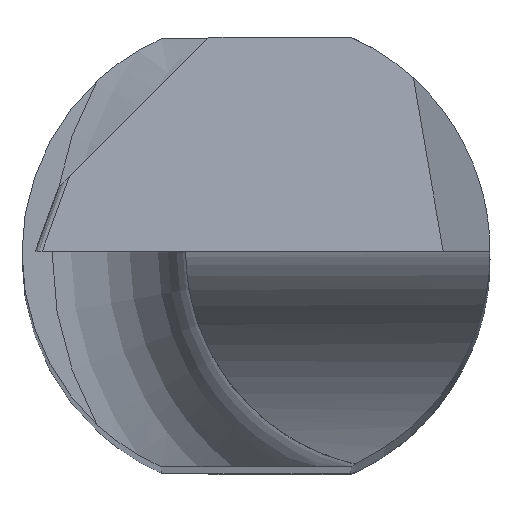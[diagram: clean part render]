
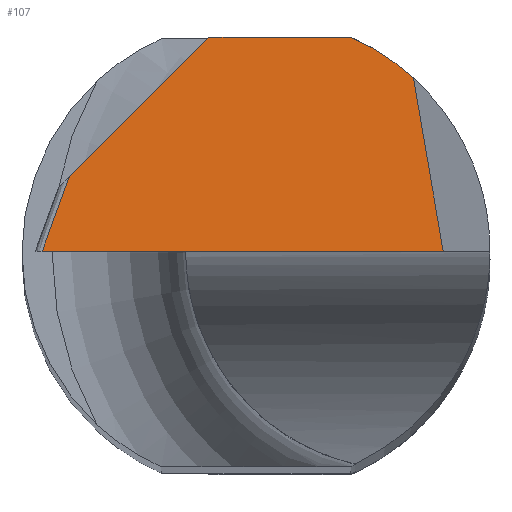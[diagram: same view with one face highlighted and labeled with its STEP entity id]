
A CAD part, top view. The second image highlights one B-rep face of the part: STEP entity #107.
In plain terms, the highlighted planar face has unit normal (0.035, 0.044, 0.998).
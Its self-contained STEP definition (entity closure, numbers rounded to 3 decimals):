
#68=PLANE('',#1009);
#107=ADVANCED_FACE('',(#157),#68,.F.);
#157=FACE_OUTER_BOUND('',#199,.T.);
#199=EDGE_LOOP('',(#425,#426,#427,#428,#429,#430));
#230=ELLIPSE('',#984,3.505,3.5);
#425=ORIENTED_EDGE('',*,*,#675,.F.);
#426=ORIENTED_EDGE('',*,*,#614,.T.);
#427=ORIENTED_EDGE('',*,*,#674,.T.);
#428=ORIENTED_EDGE('',*,*,#676,.F.);
#429=ORIENTED_EDGE('',*,*,#677,.F.);
#430=ORIENTED_EDGE('',*,*,#661,.T.);
#516=VERTEX_POINT('',#1601);
#517=VERTEX_POINT('',#1603);
#550=VERTEX_POINT('',#1949);
#551=VERTEX_POINT('',#1951);
#559=VERTEX_POINT('',#2129);
#560=VERTEX_POINT('',#2134);
#614=EDGE_CURVE('',#517,#516,#230,.T.);
#661=EDGE_CURVE('',#551,#550,#830,.T.);
#674=EDGE_CURVE('',#516,#559,#836,.T.);
#675=EDGE_CURVE('',#517,#550,#837,.T.);
#676=EDGE_CURVE('',#560,#559,#838,.T.);
#677=EDGE_CURVE('',#551,#560,#839,.T.);
#830=LINE('',#1950,#889);
#836=LINE('',#2130,#895);
#837=LINE('',#2132,#896);
#838=LINE('',#2133,#897);
#839=LINE('',#2135,#898);
#889=VECTOR('',#1161,1.);
#895=VECTOR('',#1171,1.);
#896=VECTOR('',#1174,1.);
#897=VECTOR('',#1175,1.);
#898=VECTOR('',#1176,1.);
#984=AXIS2_PLACEMENT_3D('',#1602,#1105,#1106);
#1009=AXIS2_PLACEMENT_3D('',#2136,#1177,#1178);
#1105=DIRECTION('',(0.035,0.044,0.998));
#1106=DIRECTION('',(0.623,0.78,-0.056));
#1161=DIRECTION('',(0.999,0.,-0.035));
#1171=DIRECTION('',(-0.999,0.,0.035));
#1174=DIRECTION('',(0.17,-0.985,0.037));
#1175=DIRECTION('',(0.706,0.706,-0.055));
#1176=DIRECTION('',(0.342,0.938,-0.053));
#1177=DIRECTION('',(-0.035,-0.044,-0.998));
#1178=DIRECTION('',(0.002,-0.999,0.044));
#1601=CARTESIAN_POINT('',(1.418,3.2,42.199));
#1602=CARTESIAN_POINT('',(0.,0.,42.388));
#1603=CARTESIAN_POINT('',(2.353,2.591,42.193));
#1949=CARTESIAN_POINT('',(2.8,0.,42.291));
#1950=CARTESIAN_POINT('',(-3.197,0.,42.5));
#1951=CARTESIAN_POINT('',(-3.197,0.,42.5));
#2129=CARTESIAN_POINT('',(-0.704,3.2,42.273));
#2130=CARTESIAN_POINT('',(1.418,3.2,42.199));
#2132=CARTESIAN_POINT('',(2.353,2.591,42.193));
#2133=CARTESIAN_POINT('',(-2.792,1.113,42.437));
#2134=CARTESIAN_POINT('',(-2.792,1.113,42.437));
#2135=CARTESIAN_POINT('',(-3.197,0.,42.5));
#2136=CARTESIAN_POINT('',(-4.353,3.2,42.401));
